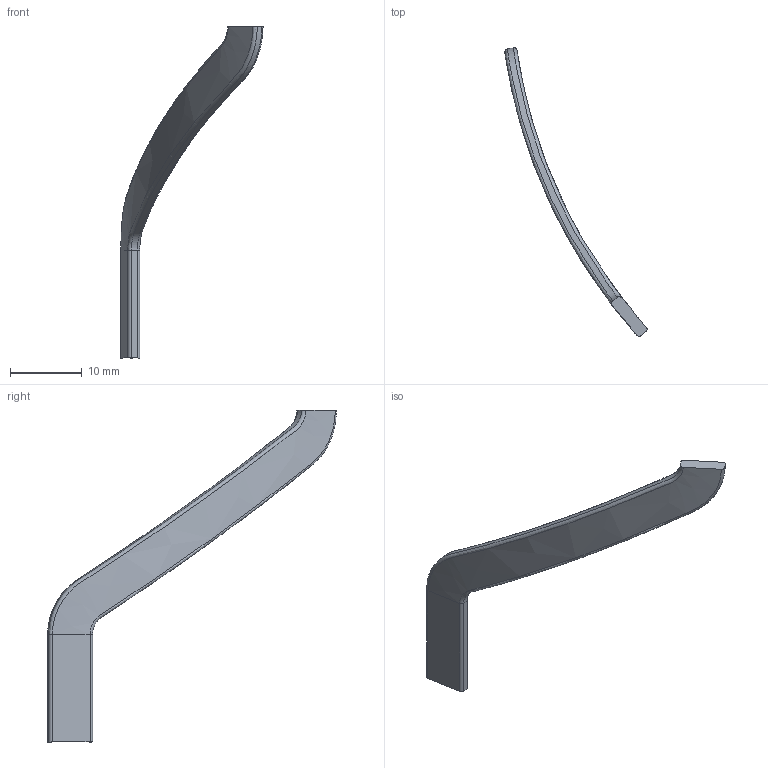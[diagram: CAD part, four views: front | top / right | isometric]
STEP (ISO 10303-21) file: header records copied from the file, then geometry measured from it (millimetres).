
FILE_DESCRIPTION(/* description */ (''),/* implementation_level */ '2;1');
FILE_NAME(/* name */ 'abgetrennter_draht.step',/* time_stamp */ '2021-08-10T13:05:14+02:00',/* author */ (''),/* organization */ (''),/* preprocessor_version */ 'ST-DEVELOPER v18.1',/* originating_system */ 'Autodesk Translation Framework v10.9.0.1377',/* authorisation */ '');
FILE_SCHEMA (('AUTOMOTIVE_DESIGN { 1 0 10303 214 3 1 1 }'));
Length unit declared in the file: millimetre
Products named in the file (1): Fusion-Komponente
Bounding box: 19.8 x 40.23 x 46.25 mm (x, y, z)
Volume: 682.3 mm3; surface area: 1011.7 mm2
Topology: 1 solids, 1 shells, 18 faces, 41 edges, 25 vertices
Faces by surface type: bspline 8, plane 6, cylinder 4
Entity records: 1087 total; most frequent: CARTESIAN_POINT 677, ORIENTED_EDGE 82, DIRECTION 68, EDGE_CURVE 41, VERTEX_POINT 25, AXIS2_PLACEMENT_3D 24, LINE 20, VECTOR 20
